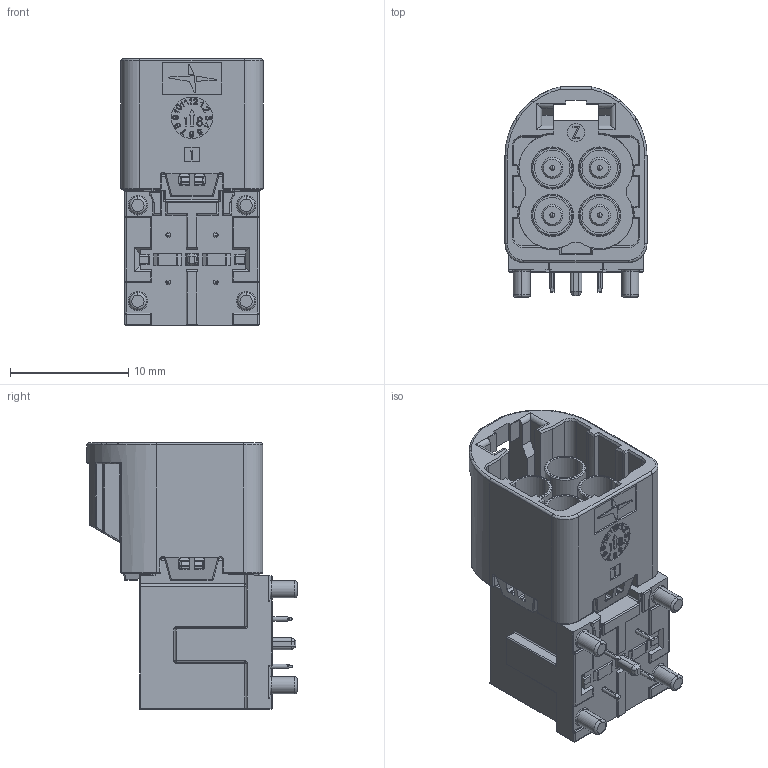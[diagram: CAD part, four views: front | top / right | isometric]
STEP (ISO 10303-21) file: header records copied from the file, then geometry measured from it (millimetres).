
FILE_DESCRIPTION (( 'STEP AP203' ), '1' );
FILE_NAME ('410AFB4C6TB3T1CZ.STEP', '2022-03-03T01:38:17', ( '' ), ( '' ), 'SwSTEP 2.0', 'SolidWorks 2018', '' );
FILE_SCHEMA (( 'CONFIG_CONTROL_DESIGN' ));
Length unit declared in the file: millimetre
Products named in the file (3): M1410AE04CB3ZA3A.step^410AFB4C6TB3T1CZ(2)_410AFB4C6TB3T1CZ; 410AFB4C6TB3T1CZ(2)^410AFB4C6TB3T1CZ; 410AFB4C6TB3T1CZ
Assembly tree (2 placements, depth 3):
  410AFB4C6TB3T1CZ
    410AFB4C6TB3T1CZ(2)^410AFB4C6TB3T1CZ
      M1410AE04CB3ZA3A.step^410AFB4C6TB3T1CZ(2)_410AFB4C6TB3T1CZ
Bounding box: 12 x 17.75 x 22.55 mm (x, y, z)
Volume: 2073.9 mm3; surface area: 2698.6 mm2
Topology: 1 solids, 1 shells, 1316 faces, 3458 edges, 2115 vertices
Faces by surface type: plane 575, cylinder 414, bspline 155, torus 75, sphere 59, cone 38
Entity records: 47660 total; most frequent: CARTESIAN_POINT 16438, ORIENTED_EDGE 6830, DIRECTION 5964, EDGE_CURVE 3415, VERTEX_POINT 2115, LINE 2068, VECTOR 2068, AXIS2_PLACEMENT_3D 1948
